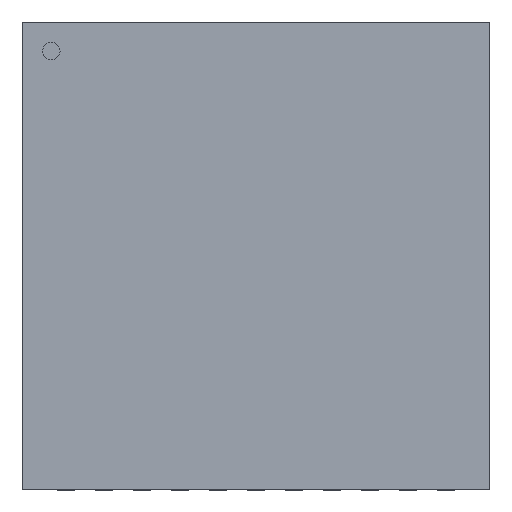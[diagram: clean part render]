
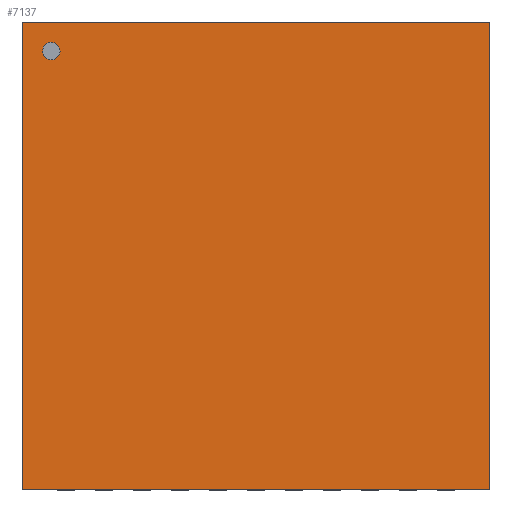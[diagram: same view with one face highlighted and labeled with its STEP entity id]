
A CAD part, top view. The second image highlights one B-rep face of the part: STEP entity #7137.
In plain terms, the highlighted planar face has unit normal (0, 0, 1).
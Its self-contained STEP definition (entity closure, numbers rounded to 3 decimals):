
#1703 = VERTEX_POINT('',#1704);
#1704 = CARTESIAN_POINT('',(-3.99,3.99,1.));
#1710 = EDGE_CURVE('',#1703,#1711,#1713,.T.);
#1711 = VERTEX_POINT('',#1712);
#1712 = CARTESIAN_POINT('',(-3.99,-3.99,1.));
#1713 = LINE('',#1714,#1715);
#1714 = CARTESIAN_POINT('',(-3.99,3.99,1.));
#1715 = VECTOR('',#1716,1.);
#1716 = DIRECTION('',(0.,-1.,0.));
#1983 = EDGE_CURVE('',#1703,#1984,#1986,.T.);
#1984 = VERTEX_POINT('',#1985);
#1985 = CARTESIAN_POINT('',(3.99,3.99,1.));
#1986 = LINE('',#1987,#1988);
#1987 = CARTESIAN_POINT('',(-3.99,3.99,1.));
#1988 = VECTOR('',#1989,1.);
#1989 = DIRECTION('',(1.,0.,0.));
#4320 = EDGE_CURVE('',#1984,#4321,#4323,.T.);
#4321 = VERTEX_POINT('',#4322);
#4322 = CARTESIAN_POINT('',(3.99,-3.99,1.));
#4323 = LINE('',#4324,#4325);
#4324 = CARTESIAN_POINT('',(3.99,3.99,1.));
#4325 = VECTOR('',#4326,1.);
#4326 = DIRECTION('',(0.,-1.,0.));
#4595 = EDGE_CURVE('',#1711,#4321,#4596,.T.);
#4596 = LINE('',#4597,#4598);
#4597 = CARTESIAN_POINT('',(-3.99,-3.99,1.));
#4598 = VECTOR('',#4599,1.);
#4599 = DIRECTION('',(1.,0.,0.));
#7137 = ADVANCED_FACE('',(#7138,#7144),#7155,.T.);
#7138 = FACE_BOUND('',#7139,.T.);
#7139 = EDGE_LOOP('',(#7140,#7141,#7142,#7143));
#7140 = ORIENTED_EDGE('',*,*,#1983,.F.);
#7141 = ORIENTED_EDGE('',*,*,#1710,.T.);
#7142 = ORIENTED_EDGE('',*,*,#4595,.T.);
#7143 = ORIENTED_EDGE('',*,*,#4320,.F.);
#7144 = FACE_BOUND('',#7145,.T.);
#7145 = EDGE_LOOP('',(#7146));
#7146 = ORIENTED_EDGE('',*,*,#7147,.T.);
#7147 = EDGE_CURVE('',#7148,#7148,#7150,.T.);
#7148 = VERTEX_POINT('',#7149);
#7149 = CARTESIAN_POINT('',(-3.5,3.35,1.));
#7150 = CIRCLE('',#7151,0.15);
#7151 = AXIS2_PLACEMENT_3D('',#7152,#7153,#7154);
#7152 = CARTESIAN_POINT('',(-3.5,3.5,1.));
#7153 = DIRECTION('',(0.,0.,-1.));
#7154 = DIRECTION('',(0.,-1.,0.));
#7155 = PLANE('',#7156);
#7156 = AXIS2_PLACEMENT_3D('',#7157,#7158,#7159);
#7157 = CARTESIAN_POINT('',(-3.99,3.99,1.));
#7158 = DIRECTION('',(0.,0.,1.));
#7159 = DIRECTION('',(0.,-1.,0.));
